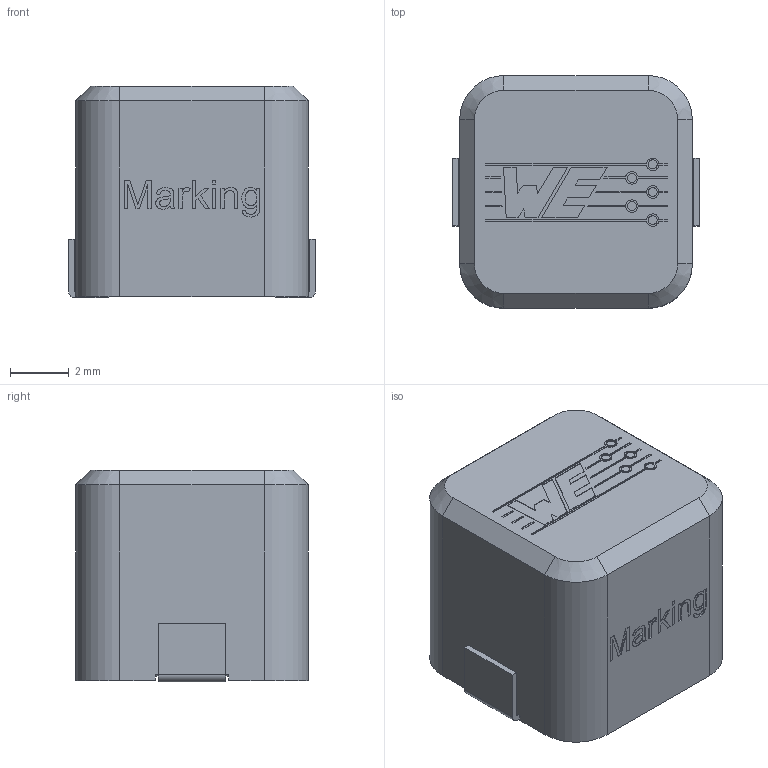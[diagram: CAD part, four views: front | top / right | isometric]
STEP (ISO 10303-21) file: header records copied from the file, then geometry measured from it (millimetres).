
FILE_DESCRIPTION(/* description */ ('Unknown'),/* implementation_level */ '2;1');
FILE_NAME(/* name */ 'L_Wurth_WE-HCC-8070',/* time_stamp */ '2023-02-01T17:01:17+08:00',/* author */ ('Unknown'),/* organization */ ('Unknown'),/* preprocessor_version */ 'ST-DEVELOPER v16.7',/* originating_system */ 'Solid Edge',/* authorisation */ 'Unknown');
FILE_SCHEMA (('AUTOMOTIVE_DESIGN {1 0 10303 214 3 1 1}'));
Length unit declared in the file: millimetre
Products named in the file (1): L_Wurth_WE-HCC-8070
Bounding box: 8.4 x 7.9 x 7.2 mm (x, y, z)
Volume: 316.2 mm3; surface area: 695.5 mm2
Topology: 2 solids, 2 shells, 251 faces, 640 edges, 420 vertices
Faces by surface type: plane 192, cylinder 41, bspline 14, cone 4
Full cylindrical faces by diameter (mm): 0.3 x5, 0.88 x2, 0.9 x2, 3 x1
Entity records: 10136 total; most frequent: CARTESIAN_POINT 2342, ORIENTED_EDGE 1252, DIRECTION 1161, EDGE_CURVE 626, LINE 513, VECTOR 513, VERTEX_POINT 418, AXIS2_PLACEMENT_3D 324
